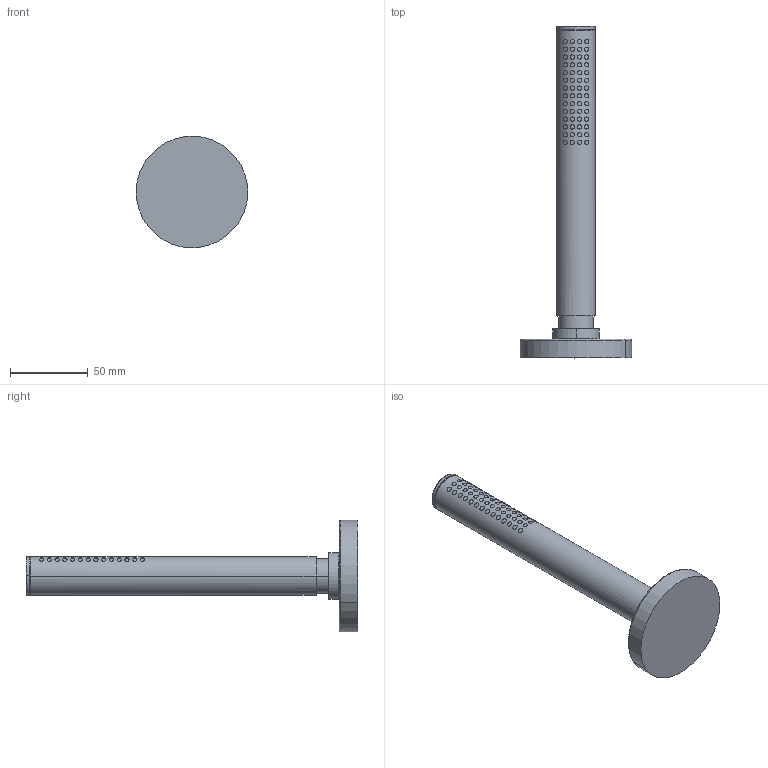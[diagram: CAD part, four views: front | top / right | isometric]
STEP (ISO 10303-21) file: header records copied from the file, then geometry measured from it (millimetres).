
FILE_DESCRIPTION (( 'STEP AP203' ), '1' );
FILE_NAME ('53549470.STEP', '2020-04-22T05:50:17', ( '' ), ( '' ), 'SwSTEP 2.0', 'SolidWorks 2016', '' );
FILE_SCHEMA (( 'CONFIG_CONTROL_DESIGN' ));
Length unit declared in the file: millimetre
Products named in the file (1): 53549470
Bounding box: 71.98 x 213.8 x 71.98 mm (x, y, z)
Volume: 149013.1 mm3; surface area: 27851.5 mm2
Topology: 2 solids, 2 shells, 88 faces, 180 edges, 156 vertices
Faces by surface type: bspline 66, cylinder 12, plane 8, torus 2
Entity records: 11687 total; most frequent: CARTESIAN_POINT 10069, ORIENTED_EDGE 360, EDGE_CURVE 180, VERTEX_POINT 156, EDGE_LOOP 148, B_SPLINE_CURVE_WITH_KNOTS 132, DIRECTION 122, FACE_OUTER_BOUND 88
